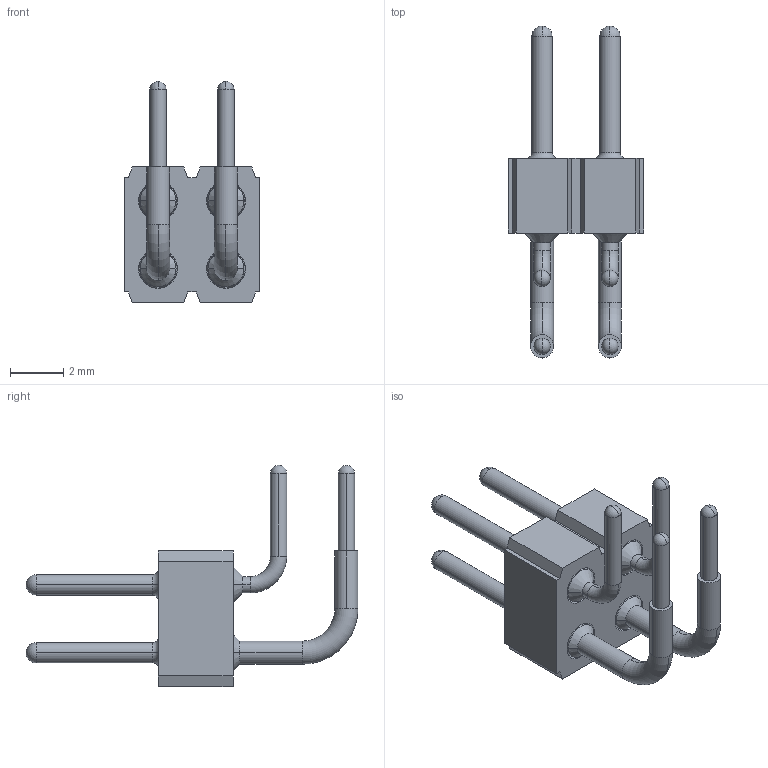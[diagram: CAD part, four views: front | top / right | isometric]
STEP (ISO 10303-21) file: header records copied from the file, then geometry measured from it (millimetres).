
FILE_DESCRIPTION (( 'STEP AP214' ), '1' );
FILE_NAME ('mill-max-802-10-004-20-001000.STEP', '2022-07-14T20:34:21', ( '' ), ( '' ), 'SwSTEP 2.0', 'SolidWorks 2022', '' );
FILE_SCHEMA (( 'AUTOMOTIVE_DESIGN' ));
Length unit declared in the file: inch
Products named in the file (4): 5107_5107-0-00-15-00-00-03-0; 5005_5005-0-00-15-00-00-03-0; mill-max-802-10-004-20-001000; P4XX-21-010-00-000000_P404-21-010-00-000000
Assembly tree (5 placements, depth 2):
  mill-max-802-10-004-20-001000
    P4XX-21-010-00-000000_P404-21-010-00-000000
    5107_5107-0-00-15-00-00-03-0  x2
    5005_5005-0-00-15-00-00-03-0  x2
Bounding box: 5.08 x 12.42 x 8.28 mm (x, y, z)
Volume: 90.9 mm3; surface area: 347.8 mm2
Topology: 5 solids, 5 shells, 760 faces, 1784 edges, 1032 vertices
Faces by surface type: plane 444, cylinder 172, cone 112, torus 16, sphere 16
Entity records: 12221 total; most frequent: CARTESIAN_POINT 2967, ORIENTED_EDGE 1876, DIRECTION 1744, EDGE_CURVE 938, AXIS2_PLACEMENT_3D 753, VERTEX_POINT 552, EDGE_LOOP 418, FACE_OUTER_BOUND 401
